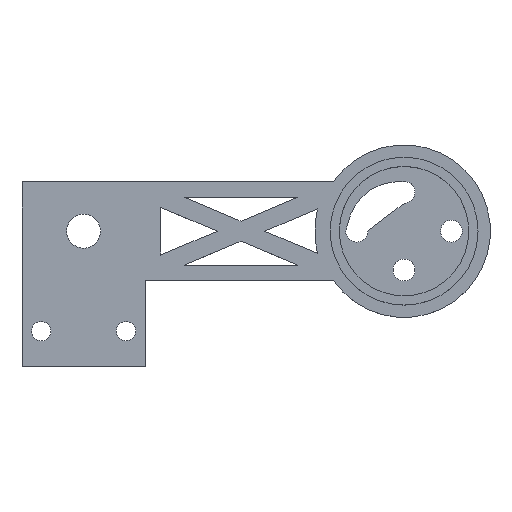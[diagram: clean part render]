
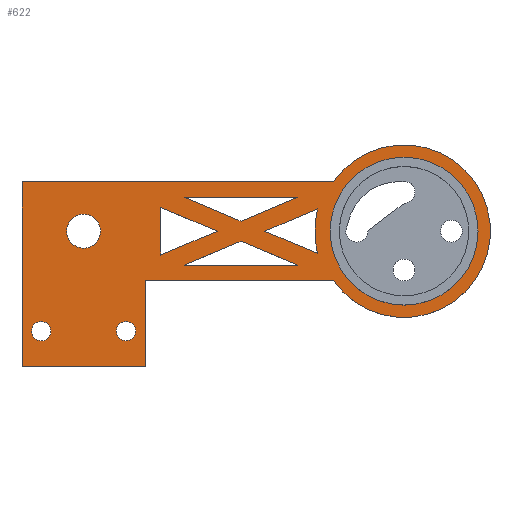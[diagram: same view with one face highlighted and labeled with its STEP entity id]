
A CAD part, top view. The second image highlights one B-rep face of the part: STEP entity #622.
In plain terms, the highlighted planar face has unit normal (0, 0, 1).
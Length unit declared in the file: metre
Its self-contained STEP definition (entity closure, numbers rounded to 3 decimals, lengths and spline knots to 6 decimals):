
#44=LINE('',#961,#101);
#45=LINE('',#964,#102);
#46=LINE('',#966,#103);
#47=LINE('',#970,#104);
#48=LINE('',#972,#105);
#49=LINE('',#973,#106);
#50=LINE('',#976,#107);
#51=LINE('',#978,#108);
#52=LINE('',#979,#109);
#53=LINE('',#982,#110);
#54=LINE('',#984,#111);
#55=LINE('',#985,#112);
#56=LINE('',#990,#113);
#57=LINE('',#992,#114);
#58=LINE('',#994,#115);
#59=LINE('',#996,#116);
#101=VECTOR('',#770,1.);
#102=VECTOR('',#771,1.);
#103=VECTOR('',#772,1.);
#104=VECTOR('',#775,1.);
#105=VECTOR('',#776,1.);
#106=VECTOR('',#777,1.);
#107=VECTOR('',#778,1.);
#108=VECTOR('',#779,1.);
#109=VECTOR('',#780,1.);
#110=VECTOR('',#781,1.);
#111=VECTOR('',#782,1.);
#112=VECTOR('',#783,1.);
#113=VECTOR('',#786,1.);
#114=VECTOR('',#787,1.);
#115=VECTOR('',#788,1.);
#116=VECTOR('',#789,1.);
#169=ORIENTED_EDGE('',*,*,#335,.F.);
#170=ORIENTED_EDGE('',*,*,#336,.F.);
#171=ORIENTED_EDGE('',*,*,#337,.T.);
#172=ORIENTED_EDGE('',*,*,#338,.T.);
#173=ORIENTED_EDGE('',*,*,#339,.F.);
#174=ORIENTED_EDGE('',*,*,#340,.T.);
#175=ORIENTED_EDGE('',*,*,#341,.F.);
#176=ORIENTED_EDGE('',*,*,#342,.F.);
#177=ORIENTED_EDGE('',*,*,#343,.T.);
#178=ORIENTED_EDGE('',*,*,#344,.F.);
#179=ORIENTED_EDGE('',*,*,#345,.F.);
#180=ORIENTED_EDGE('',*,*,#346,.F.);
#181=ORIENTED_EDGE('',*,*,#347,.F.);
#182=ORIENTED_EDGE('',*,*,#348,.T.);
#183=ORIENTED_EDGE('',*,*,#349,.T.);
#184=ORIENTED_EDGE('',*,*,#350,.F.);
#185=ORIENTED_EDGE('',*,*,#351,.T.);
#186=ORIENTED_EDGE('',*,*,#352,.T.);
#187=ORIENTED_EDGE('',*,*,#353,.F.);
#188=ORIENTED_EDGE('',*,*,#354,.F.);
#189=ORIENTED_EDGE('',*,*,#355,.F.);
#190=ORIENTED_EDGE('',*,*,#356,.T.);
#335=EDGE_CURVE('',#418,#418,#460,.T.);
#336=EDGE_CURVE('',#419,#420,#44,.T.);
#337=EDGE_CURVE('',#419,#421,#45,.T.);
#338=EDGE_CURVE('',#421,#420,#46,.T.);
#339=EDGE_CURVE('',#422,#423,#461,.T.);
#340=EDGE_CURVE('',#422,#424,#47,.T.);
#341=EDGE_CURVE('',#423,#424,#48,.T.);
#342=EDGE_CURVE('',#425,#426,#49,.T.);
#343=EDGE_CURVE('',#425,#427,#50,.T.);
#344=EDGE_CURVE('',#426,#427,#51,.T.);
#345=EDGE_CURVE('',#428,#429,#52,.T.);
#346=EDGE_CURVE('',#430,#428,#53,.T.);
#347=EDGE_CURVE('',#429,#430,#54,.T.);
#348=EDGE_CURVE('',#431,#432,#55,.T.);
#349=EDGE_CURVE('',#432,#433,#462,.T.);
#350=EDGE_CURVE('',#434,#433,#56,.T.);
#351=EDGE_CURVE('',#434,#435,#57,.T.);
#352=EDGE_CURVE('',#435,#436,#58,.T.);
#353=EDGE_CURVE('',#431,#436,#59,.T.);
#354=EDGE_CURVE('',#437,#437,#463,.T.);
#355=EDGE_CURVE('',#438,#438,#464,.T.);
#356=EDGE_CURVE('',#439,#439,#465,.T.);
#418=VERTEX_POINT('',#960);
#419=VERTEX_POINT('',#962);
#420=VERTEX_POINT('',#963);
#421=VERTEX_POINT('',#965);
#422=VERTEX_POINT('',#968);
#423=VERTEX_POINT('',#969);
#424=VERTEX_POINT('',#971);
#425=VERTEX_POINT('',#974);
#426=VERTEX_POINT('',#975);
#427=VERTEX_POINT('',#977);
#428=VERTEX_POINT('',#980);
#429=VERTEX_POINT('',#981);
#430=VERTEX_POINT('',#983);
#431=VERTEX_POINT('',#986);
#432=VERTEX_POINT('',#987);
#433=VERTEX_POINT('',#989);
#434=VERTEX_POINT('',#991);
#435=VERTEX_POINT('',#993);
#436=VERTEX_POINT('',#995);
#437=VERTEX_POINT('',#998);
#438=VERTEX_POINT('',#1000);
#439=VERTEX_POINT('',#1002);
#460=CIRCLE('',#680,0.0035);
#461=CIRCLE('',#681,0.018415);
#462=CIRCLE('',#682,0.01778);
#463=CIRCLE('',#683,0.01524);
#464=CIRCLE('',#684,0.002);
#465=CIRCLE('',#685,0.002);
#485=EDGE_LOOP('',(#169));
#486=EDGE_LOOP('',(#170,#171,#172));
#487=EDGE_LOOP('',(#173,#174,#175));
#488=EDGE_LOOP('',(#176,#177,#178));
#489=EDGE_LOOP('',(#179,#180,#181));
#490=EDGE_LOOP('',(#182,#183,#184,#185,#186,#187));
#491=EDGE_LOOP('',(#188));
#492=EDGE_LOOP('',(#189));
#493=EDGE_LOOP('',(#190));
#548=FACE_BOUND('',#485,.T.);
#549=FACE_BOUND('',#486,.T.);
#550=FACE_BOUND('',#487,.T.);
#551=FACE_BOUND('',#488,.T.);
#552=FACE_BOUND('',#489,.T.);
#553=FACE_BOUND('',#490,.T.);
#554=FACE_BOUND('',#491,.T.);
#555=FACE_BOUND('',#492,.T.);
#556=FACE_BOUND('',#493,.T.);
#601=PLANE('',#679);
#622=ADVANCED_FACE('',(#548,#549,#550,#551,#552,#553,#554,#555,#556),#601,
 .T.);
#679=AXIS2_PLACEMENT_3D('',#958,#766,#767);
#680=AXIS2_PLACEMENT_3D('',#959,#768,#769);
#681=AXIS2_PLACEMENT_3D('',#967,#773,#774);
#682=AXIS2_PLACEMENT_3D('',#988,#784,#785);
#683=AXIS2_PLACEMENT_3D('',#997,#790,#791);
#684=AXIS2_PLACEMENT_3D('',#999,#792,#793);
#685=AXIS2_PLACEMENT_3D('',#1001,#794,#795);
#766=DIRECTION('',(0.,0.,1.));
#767=DIRECTION('',(1.,0.,0.));
#768=DIRECTION('',(0.,0.,1.));
#769=DIRECTION('',(1.,0.,0.));
#770=DIRECTION('',(-1.,0.,0.));
#771=DIRECTION('',(-0.921,-0.389,0.));
#772=DIRECTION('',(-0.921,0.389,0.));
#773=DIRECTION('',(0.,0.,-1.));
#774=DIRECTION('',(1.,0.,0.));
#775=DIRECTION('',(-0.921,0.389,0.));
#776=DIRECTION('',(-0.921,-0.389,0.));
#777=DIRECTION('',(-0.921,0.389,0.));
#778=DIRECTION('',(-0.921,-0.389,0.));
#779=DIRECTION('',(0.,-1.,0.));
#780=DIRECTION('',(-0.921,-0.389,0.));
#781=DIRECTION('',(-0.921,0.389,0.));
#782=DIRECTION('',(1.,0.,0.));
#783=DIRECTION('',(1.,0.,0.));
#784=DIRECTION('',(0.,0.,1.));
#785=DIRECTION('',(1.,0.,0.));
#786=DIRECTION('',(1.,0.,0.));
#787=DIRECTION('',(0.,-1.,0.));
#788=DIRECTION('',(1.,0.,0.));
#789=DIRECTION('',(0.,-1.,0.));
#790=DIRECTION('',(0.,0.,1.));
#791=DIRECTION('',(1.,0.,0.));
#792=DIRECTION('',(0.,0.,1.));
#793=DIRECTION('',(1.,0.,0.));
#794=DIRECTION('',(0.,0.,-1.));
#795=DIRECTION('',(1.,0.,0.));
#958=CARTESIAN_POINT('',(0.,0.,0.00381));
#959=CARTESIAN_POINT('',(-0.04699,0.,0.00381));
#960=CARTESIAN_POINT('',(-0.04349,0.,0.00381));
#961=CARTESIAN_POINT('',(-0.014552,0.006985,0.00381));
#962=CARTESIAN_POINT('',(-0.002891,0.006985,0.00381));
#963=CARTESIAN_POINT('',(-0.026213,0.006985,0.00381));
#964=CARTESIAN_POINT('',(-0.008722,0.004526,0.00381));
#965=CARTESIAN_POINT('',(-0.014552,0.002067,0.00381));
#966=CARTESIAN_POINT('',(-0.020382,0.004526,0.00381));
#967=CARTESIAN_POINT('',(0.01905,0.,0.00381));
#968=CARTESIAN_POINT('',(0.001214,-0.004581,0.00381));
#969=CARTESIAN_POINT('',(0.001214,0.004581,0.00381));
#970=CARTESIAN_POINT('',(-0.004218,-0.002291,0.00381));
#971=CARTESIAN_POINT('',(-0.009649,0.,0.00381));
#972=CARTESIAN_POINT('',(-0.004218,0.002291,0.00381));
#973=CARTESIAN_POINT('',(-0.025285,0.002459,0.00381));
#974=CARTESIAN_POINT('',(-0.019454,0.,0.00381));
#975=CARTESIAN_POINT('',(-0.031115,0.004918,0.00381));
#976=CARTESIAN_POINT('',(-0.025285,-0.002459,0.00381));
#977=CARTESIAN_POINT('',(-0.031115,-0.004918,0.00381));
#978=CARTESIAN_POINT('',(-0.031115,0.,0.00381));
#979=CARTESIAN_POINT('',(-0.020382,-0.004526,0.00381));
#980=CARTESIAN_POINT('',(-0.014552,-0.002067,0.00381));
#981=CARTESIAN_POINT('',(-0.026213,-0.006985,0.00381));
#982=CARTESIAN_POINT('',(-0.008722,-0.004526,0.00381));
#983=CARTESIAN_POINT('',(-0.002891,-0.006985,0.00381));
#984=CARTESIAN_POINT('',(-0.014552,-0.006985,0.00381));
#985=CARTESIAN_POINT('',(-0.0133,-0.01016,0.00381));
#986=CARTESIAN_POINT('',(-0.03429,-0.01016,0.00381));
#987=CARTESIAN_POINT('',(0.004459,-0.01016,0.00381));
#988=CARTESIAN_POINT('',(0.01905,0.,0.00381));
#989=CARTESIAN_POINT('',(0.004459,0.01016,0.00381));
#990=CARTESIAN_POINT('',(-0.0133,0.01016,0.00381));
#991=CARTESIAN_POINT('',(-0.05969,0.01016,0.00381));
#992=CARTESIAN_POINT('',(-0.05969,0.,0.00381));
#993=CARTESIAN_POINT('',(-0.05969,-0.02794,0.00381));
#994=CARTESIAN_POINT('',(-0.05969,-0.02794,0.00381));
#995=CARTESIAN_POINT('',(-0.03429,-0.02794,0.00381));
#996=CARTESIAN_POINT('',(-0.03429,0.,0.00381));
#997=CARTESIAN_POINT('',(0.01905,0.,0.00381));
#998=CARTESIAN_POINT('',(0.03429,0.,0.00381));
#999=CARTESIAN_POINT('',(-0.03824,-0.0206,0.00381));
#1000=CARTESIAN_POINT('',(-0.03624,-0.0206,0.00381));
#1001=CARTESIAN_POINT('',(-0.05574,-0.0206,0.00381));
#1002=CARTESIAN_POINT('',(-0.05374,-0.0206,0.00381));
